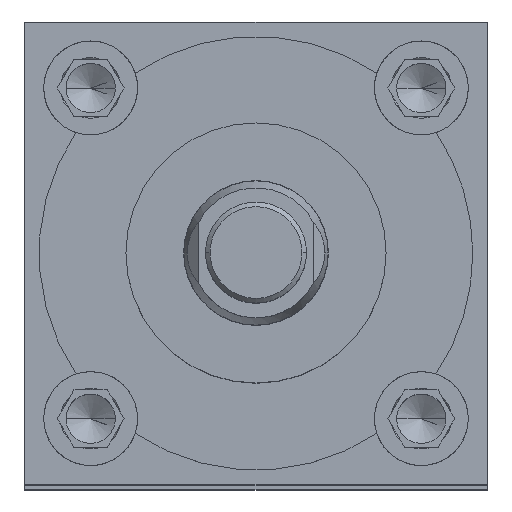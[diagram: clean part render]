
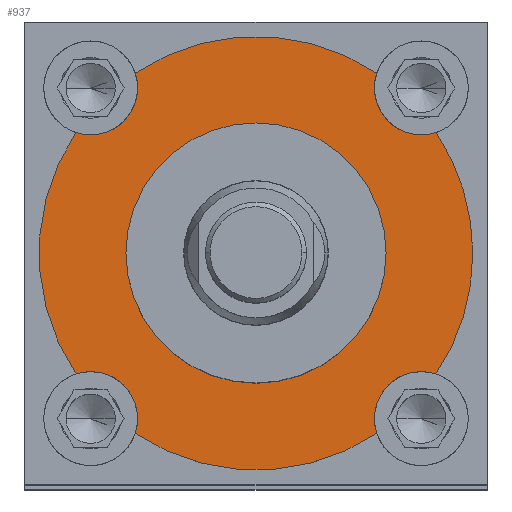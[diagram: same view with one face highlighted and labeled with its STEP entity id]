
A CAD part, top view. The second image highlights one B-rep face of the part: STEP entity #937.
In plain terms, the highlighted planar face has unit normal (0, 0, 1).
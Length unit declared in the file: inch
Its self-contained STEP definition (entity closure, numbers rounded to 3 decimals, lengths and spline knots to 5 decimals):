
#46 = ORIENTED_EDGE ( 'NONE', *, *, #2956, .T. ) ;
#55 = DIRECTION ( 'NONE',  ( 0., 0., 1. ) ) ;
#56 = CARTESIAN_POINT ( 'NONE',  ( 0.512, 0.715, 13.62 ) ) ;
#63 = DIRECTION ( 'NONE',  ( 0., 0., 1. ) ) ;
#80 = EDGE_CURVE ( 'NONE', #1712, #4254, #5876, .T. ) ;
#81 = AXIS2_PLACEMENT_3D ( 'NONE', #185, #5659, #3610 ) ;
#84 = CARTESIAN_POINT ( 'NONE',  ( -0.52222, -0.77859, 13.62 ) ) ;
#114 = FACE_OUTER_BOUND ( 'NONE', #6095, .T. ) ;
#153 = CARTESIAN_POINT ( 'NONE',  ( 0., 0., 13.62 ) ) ;
#164 = CARTESIAN_POINT ( 'NONE',  ( -0.715, -0.715, 13.62 ) ) ;
#185 = CARTESIAN_POINT ( 'NONE',  ( 0.715, 0.715, 13.62 ) ) ;
#256 = AXIS2_PLACEMENT_3D ( 'NONE', #6079, #2093, #6049 ) ;
#322 = DIRECTION ( 'NONE',  ( 0., 0., 1. ) ) ;
#460 = CIRCLE ( 'NONE', #1068, 0.203 ) ;
#496 = CIRCLE ( 'NONE', #2046, 0.9375 ) ;
#499 = ORIENTED_EDGE ( 'NONE', *, *, #5311, .T. ) ;
#611 = DIRECTION ( 'NONE',  ( 0., 0., 1. ) ) ;
#630 = EDGE_CURVE ( 'NONE', #3662, #6349, #2732, .T. ) ;
#688 = ORIENTED_EDGE ( 'NONE', *, *, #80, .F. ) ;
#798 = CIRCLE ( 'NONE', #4529, 0.9375 ) ;
#815 = CARTESIAN_POINT ( 'NONE',  ( 0.5625, 0., 13.62 ) ) ;
#821 = EDGE_CURVE ( 'NONE', #4254, #1552, #2751, .T. ) ;
#937 = ADVANCED_FACE ( 'NONE', ( #114, #4070 ), #1106, .T. ) ;
#946 = CARTESIAN_POINT ( 'NONE',  ( 0.77859, -0.52222, 13.62 ) ) ;
#957 = DIRECTION ( 'NONE',  ( 1., 0., 0. ) ) ;
#970 = ORIENTED_EDGE ( 'NONE', *, *, #4356, .T. ) ;
#983 = ORIENTED_EDGE ( 'NONE', *, *, #2972, .T. ) ;
#1056 = DIRECTION ( 'NONE',  ( 1., 0., 0. ) ) ;
#1068 = AXIS2_PLACEMENT_3D ( 'NONE', #3870, #4362, #5852 ) ;
#1088 = DIRECTION ( 'NONE',  ( 1., 0., 0. ) ) ;
#1106 = PLANE ( 'NONE',  #256 ) ;
#1144 = DIRECTION ( 'NONE',  ( 0., 0., 1. ) ) ;
#1308 = ORIENTED_EDGE ( 'NONE', *, *, #1934, .F. ) ;
#1352 = DIRECTION ( 'NONE',  ( 1., 0., 0. ) ) ;
#1405 = CARTESIAN_POINT ( 'NONE',  ( -0.52222, 0.77859, 13.62 ) ) ;
#1463 = ORIENTED_EDGE ( 'NONE', *, *, #630, .F. ) ;
#1552 = VERTEX_POINT ( 'NONE', #5190 ) ;
#1712 = VERTEX_POINT ( 'NONE', #946 ) ;
#1934 = EDGE_CURVE ( 'NONE', #6162, #5377, #5604, .T. ) ;
#2002 = CARTESIAN_POINT ( 'NONE',  ( 0.52222, 0.77859, 13.62 ) ) ;
#2028 = DIRECTION ( 'NONE',  ( 1., 0., 0. ) ) ;
#2037 = CARTESIAN_POINT ( 'NONE',  ( 0.9375, 0., 13.62 ) ) ;
#2046 = AXIS2_PLACEMENT_3D ( 'NONE', #153, #1144, #3135 ) ;
#2093 = DIRECTION ( 'NONE',  ( 0., 0., 1. ) ) ;
#2260 = AXIS2_PLACEMENT_3D ( 'NONE', #5795, #322, #1352 ) ;
#2263 = DIRECTION ( 'NONE',  ( 0., 0., 1. ) ) ;
#2318 = AXIS2_PLACEMENT_3D ( 'NONE', #5243, #2851, #3271 ) ;
#2331 = CARTESIAN_POINT ( 'NONE',  ( 0., 0., 13.62 ) ) ;
#2344 = AXIS2_PLACEMENT_3D ( 'NONE', #5006, #55, #2028 ) ;
#2370 = ORIENTED_EDGE ( 'NONE', *, *, #821, .F. ) ;
#2560 = CARTESIAN_POINT ( 'NONE',  ( 0., 0., 13.62 ) ) ;
#2580 = EDGE_CURVE ( 'NONE', #3599, #3662, #6246, .T. ) ;
#2682 = CARTESIAN_POINT ( 'NONE',  ( -0.77859, -0.52222, 13.62 ) ) ;
#2732 = CIRCLE ( 'NONE', #4285, 0.203 ) ;
#2751 = CIRCLE ( 'NONE', #2344, 0.203 ) ;
#2851 = DIRECTION ( 'NONE',  ( 0., 0., 1. ) ) ;
#2922 = EDGE_CURVE ( 'NONE', #5377, #5236, #4121, .T. ) ;
#2938 = DIRECTION ( 'NONE',  ( 0., 0., 1. ) ) ;
#2956 = EDGE_CURVE ( 'NONE', #3599, #1552, #496, .T. ) ;
#2972 = EDGE_CURVE ( 'NONE', #1712, #4465, #798, .T. ) ;
#2979 = DIRECTION ( 'NONE',  ( 0., 0., 1. ) ) ;
#3015 = CIRCLE ( 'NONE', #5100, 0.5625 ) ;
#3041 = CIRCLE ( 'NONE', #3757, 0.203 ) ;
#3086 = DIRECTION ( 'NONE',  ( 1., 0., 0. ) ) ;
#3135 = DIRECTION ( 'NONE',  ( 1., 0., 0. ) ) ;
#3180 = ORIENTED_EDGE ( 'NONE', *, *, #3410, .F. ) ;
#3271 = DIRECTION ( 'NONE',  ( 1., 0., 0. ) ) ;
#3368 = DIRECTION ( 'NONE',  ( 1., 0., 0. ) ) ;
#3410 = EDGE_CURVE ( 'NONE', #3846, #5748, #3041, .T. ) ;
#3418 = AXIS2_PLACEMENT_3D ( 'NONE', #2331, #2263, #4302 ) ;
#3446 = EDGE_CURVE ( 'NONE', #5863, #3846, #460, .T. ) ;
#3485 = CARTESIAN_POINT ( 'NONE',  ( 0., 0., 13.62 ) ) ;
#3534 = CIRCLE ( 'NONE', #5921, 0.9375 ) ;
#3599 = VERTEX_POINT ( 'NONE', #84 ) ;
#3610 = DIRECTION ( 'NONE',  ( 1., 0., 0. ) ) ;
#3615 = ORIENTED_EDGE ( 'NONE', *, *, #4371, .T. ) ;
#3629 = CARTESIAN_POINT ( 'NONE',  ( -0.77859, 0.52222, 13.62 ) ) ;
#3635 = AXIS2_PLACEMENT_3D ( 'NONE', #5549, #2979, #3086 ) ;
#3662 = VERTEX_POINT ( 'NONE', #5714 ) ;
#3757 = AXIS2_PLACEMENT_3D ( 'NONE', #5269, #2938, #957 ) ;
#3846 = VERTEX_POINT ( 'NONE', #5359 ) ;
#3870 = CARTESIAN_POINT ( 'NONE',  ( -0.715, 0.715, 13.62 ) ) ;
#3878 = DIRECTION ( 'NONE',  ( 0., 0., 1. ) ) ;
#3882 = VERTEX_POINT ( 'NONE', #815 ) ;
#4070 = FACE_BOUND ( 'NONE', #6055, .T. ) ;
#4121 = CIRCLE ( 'NONE', #81, 0.203 ) ;
#4231 = DIRECTION ( 'NONE',  ( 0., 0., 1. ) ) ;
#4254 = VERTEX_POINT ( 'NONE', #6265 ) ;
#4285 = AXIS2_PLACEMENT_3D ( 'NONE', #164, #3878, #3368 ) ;
#4302 = DIRECTION ( 'NONE',  ( 1., 0., 0. ) ) ;
#4356 = EDGE_CURVE ( 'NONE', #4465, #5236, #4986, .T. ) ;
#4357 = ORIENTED_EDGE ( 'NONE', *, *, #2580, .F. ) ;
#4362 = DIRECTION ( 'NONE',  ( 0., 0., 1. ) ) ;
#4365 = CARTESIAN_POINT ( 'NONE',  ( 0.77859, 0.52222, 13.62 ) ) ;
#4371 = EDGE_CURVE ( 'NONE', #6162, #5748, #3534, .T. ) ;
#4395 = VERTEX_POINT ( 'NONE', #4501 ) ;
#4399 = EDGE_CURVE ( 'NONE', #4395, #3882, #3015, .T. ) ;
#4465 = VERTEX_POINT ( 'NONE', #2037 ) ;
#4491 = ORIENTED_EDGE ( 'NONE', *, *, #4399, .F. ) ;
#4501 = CARTESIAN_POINT ( 'NONE',  ( -0.5625, 0., 13.62 ) ) ;
#4529 = AXIS2_PLACEMENT_3D ( 'NONE', #4769, #4231, #4836 ) ;
#4570 = ORIENTED_EDGE ( 'NONE', *, *, #3446, .F. ) ;
#4585 = ORIENTED_EDGE ( 'NONE', *, *, #2922, .F. ) ;
#4627 = DIRECTION ( 'NONE',  ( 1., 0., 0. ) ) ;
#4757 = CIRCLE ( 'NONE', #3418, 0.5625 ) ;
#4769 = CARTESIAN_POINT ( 'NONE',  ( 0., 0., 13.62 ) ) ;
#4836 = DIRECTION ( 'NONE',  ( 1., 0., 0. ) ) ;
#4985 = ORIENTED_EDGE ( 'NONE', *, *, #5268, .F. ) ;
#4986 = CIRCLE ( 'NONE', #6336, 0.9375 ) ;
#5006 = CARTESIAN_POINT ( 'NONE',  ( 0.715, -0.715, 13.62 ) ) ;
#5081 = CARTESIAN_POINT ( 'NONE',  ( 0., 0., 13.62 ) ) ;
#5100 = AXIS2_PLACEMENT_3D ( 'NONE', #5081, #63, #4627 ) ;
#5174 = CIRCLE ( 'NONE', #5283, 0.9375 ) ;
#5190 = CARTESIAN_POINT ( 'NONE',  ( 0.52222, -0.77859, 13.62 ) ) ;
#5236 = VERTEX_POINT ( 'NONE', #4365 ) ;
#5243 = CARTESIAN_POINT ( 'NONE',  ( -0.715, -0.715, 13.62 ) ) ;
#5268 = EDGE_CURVE ( 'NONE', #3882, #4395, #4757, .T. ) ;
#5269 = CARTESIAN_POINT ( 'NONE',  ( -0.715, 0.715, 13.62 ) ) ;
#5283 = AXIS2_PLACEMENT_3D ( 'NONE', #3485, #5429, #5977 ) ;
#5311 = EDGE_CURVE ( 'NONE', #5863, #6349, #5174, .T. ) ;
#5359 = CARTESIAN_POINT ( 'NONE',  ( -0.512, 0.715, 13.62 ) ) ;
#5377 = VERTEX_POINT ( 'NONE', #56 ) ;
#5429 = DIRECTION ( 'NONE',  ( 0., 0., 1. ) ) ;
#5502 = DIRECTION ( 'NONE',  ( 0., 0., 1. ) ) ;
#5549 = CARTESIAN_POINT ( 'NONE',  ( 0.715, 0.715, 13.62 ) ) ;
#5604 = CIRCLE ( 'NONE', #3635, 0.203 ) ;
#5659 = DIRECTION ( 'NONE',  ( 0., 0., 1. ) ) ;
#5714 = CARTESIAN_POINT ( 'NONE',  ( -0.512, -0.715, 13.62 ) ) ;
#5748 = VERTEX_POINT ( 'NONE', #1405 ) ;
#5795 = CARTESIAN_POINT ( 'NONE',  ( 0.715, -0.715, 13.62 ) ) ;
#5852 = DIRECTION ( 'NONE',  ( 1., 0., 0. ) ) ;
#5863 = VERTEX_POINT ( 'NONE', #3629 ) ;
#5876 = CIRCLE ( 'NONE', #2260, 0.203 ) ;
#5921 = AXIS2_PLACEMENT_3D ( 'NONE', #6085, #611, #1088 ) ;
#5977 = DIRECTION ( 'NONE',  ( 1., 0., 0. ) ) ;
#6049 = DIRECTION ( 'NONE',  ( 1., 0., 0. ) ) ;
#6055 = EDGE_LOOP ( 'NONE', ( #4491, #4985 ) ) ;
#6079 = CARTESIAN_POINT ( 'NONE',  ( 0., 0., 13.62 ) ) ;
#6085 = CARTESIAN_POINT ( 'NONE',  ( 0., 0., 13.62 ) ) ;
#6095 = EDGE_LOOP ( 'NONE', ( #688, #983, #970, #4585, #1308, #3615, #3180, #4570, #499, #1463, #4357, #46, #2370 ) ) ;
#6162 = VERTEX_POINT ( 'NONE', #2002 ) ;
#6246 = CIRCLE ( 'NONE', #2318, 0.203 ) ;
#6265 = CARTESIAN_POINT ( 'NONE',  ( 0.512, -0.715, 13.62 ) ) ;
#6336 = AXIS2_PLACEMENT_3D ( 'NONE', #2560, #5502, #1056 ) ;
#6349 = VERTEX_POINT ( 'NONE', #2682 ) ;
